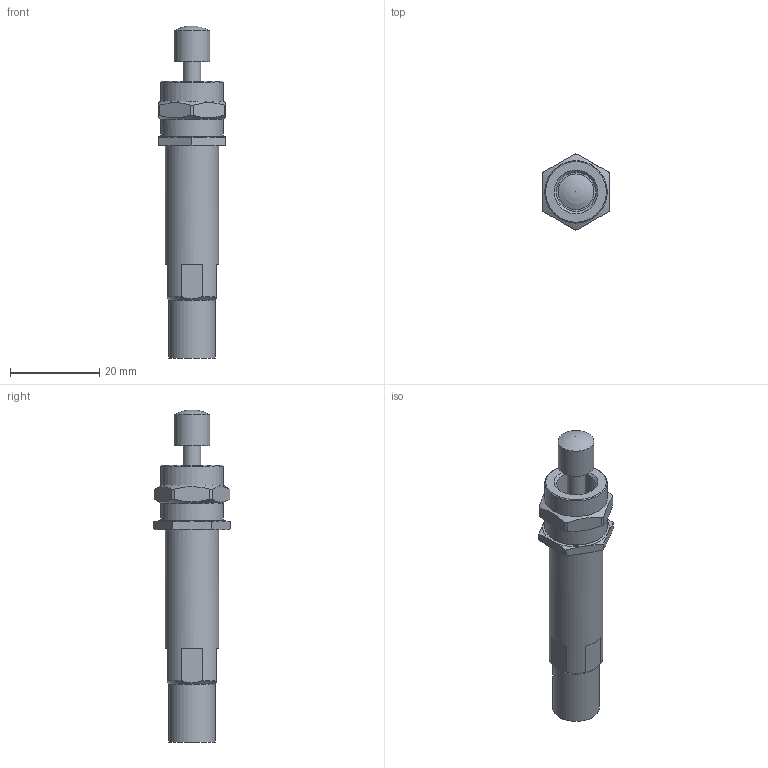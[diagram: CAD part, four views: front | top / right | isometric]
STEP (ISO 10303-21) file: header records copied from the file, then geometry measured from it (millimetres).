
FILE_DESCRIPTION(/* description */ ('STEP AP214'),/* implementation_level */ '2;1');
FILE_NAME(/* name */ '540347_YSRW-DGC-18-KF',/* time_stamp */ '2024-09-18T14:17:32+02:00',/* author */ ('License CC BY-ND 4.0'),/* organization */ ('CADENAS'),/* preprocessor_version */ 'ST-DEVELOPER v19.3',/* originating_system */ 'PARTsolutions',/* authorisation */ ' ');
FILE_SCHEMA (('AUTOMOTIVE_DESIGN {1 0 10303 214 3 1 1}'));
Length unit declared in the file: millimetre
Products named in the file (3): 540347 YSRW-DGC-18-KF---(13.2); 191194 YSRW-8-14---(13.201); 532446 DGC-18---(AKF)
Assembly tree (2 placements, depth 2):
  540347 YSRW-DGC-18-KF---(13.2)
    191194 YSRW-8-14---(13.201)
    532446 DGC-18---(AKF)
Bounding box: 15 x 17.32 x 74.5 mm (x, y, z)
Volume: 7456.5 mm3; surface area: 4024.4 mm2
Topology: 2 solids, 2 shells, 69 faces, 159 edges, 97 vertices
Faces by surface type: plane 27, cone 23, cylinder 16, torus 2, sphere 1
Full cylindrical faces by diameter (mm): 4 x1, 8 x1, 8.8 x1, 10.4 x1, 10.917 x2, 12 x1, 12.2 x1, 14 x2
Entity records: 1897 total; most frequent: CARTESIAN_POINT 428, DIRECTION 292, ORIENTED_EDGE 258, AXIS2_PLACEMENT_3D 131, EDGE_CURVE 129, EDGE_LOOP 98, FACE_BOUND 98, VERTEX_POINT 91
